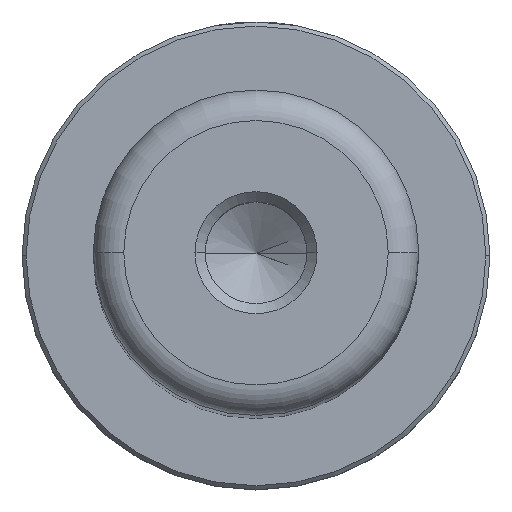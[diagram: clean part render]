
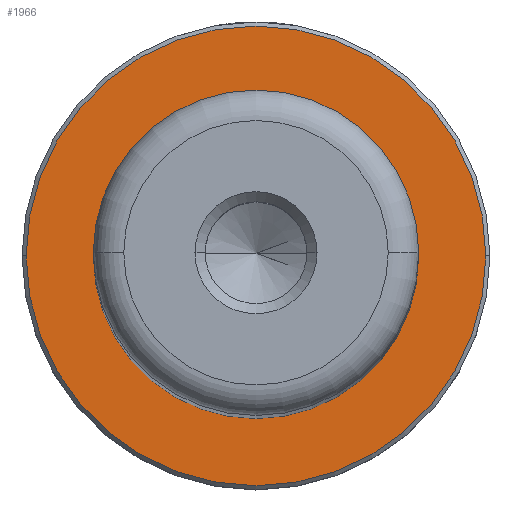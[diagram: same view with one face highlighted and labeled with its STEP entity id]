
A CAD part, top view. The second image highlights one B-rep face of the part: STEP entity #1966.
In plain terms, the highlighted planar face has unit normal (0, 0, 1).
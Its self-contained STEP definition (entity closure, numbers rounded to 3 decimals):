
#345 = ORIENTED_EDGE ( 'NONE', *, *, #1152, .T. ) ;
#378 = EDGE_CURVE ( 'NONE', #1599, #656, #1994, .T. ) ;
#381 = AXIS2_PLACEMENT_3D ( 'NONE', #1145, #1139, #1133 ) ;
#400 = PLANE ( 'NONE',  #852 ) ;
#485 = CARTESIAN_POINT ( 'NONE',  ( 0., 0., 15. ) ) ;
#587 = CARTESIAN_POINT ( 'NONE',  ( 0., 0., 15. ) ) ;
#632 = CARTESIAN_POINT ( 'NONE',  ( 0., 0., 15. ) ) ;
#648 = DIRECTION ( 'NONE',  ( 1., 0., 0. ) ) ;
#656 = VERTEX_POINT ( 'NONE', #1930 ) ;
#708 = VERTEX_POINT ( 'NONE', #1732 ) ;
#715 = EDGE_LOOP ( 'NONE', ( #1509, #884 ) ) ;
#742 = VERTEX_POINT ( 'NONE', #1329 ) ;
#801 = DIRECTION ( 'NONE',  ( -1., 0., 0. ) ) ;
#814 = EDGE_LOOP ( 'NONE', ( #345, #1306 ) ) ;
#852 = AXIS2_PLACEMENT_3D ( 'NONE', #587, #2064, #1083 ) ;
#877 = CARTESIAN_POINT ( 'NONE',  ( 0., 0., 15. ) ) ;
#884 = ORIENTED_EDGE ( 'NONE', *, *, #1179, .T. ) ;
#900 = FACE_OUTER_BOUND ( 'NONE', #715, .T. ) ;
#958 = CARTESIAN_POINT ( 'NONE',  ( 7.5, 0., 15. ) ) ;
#1045 = DIRECTION ( 'NONE',  ( 1., 0., 0. ) ) ;
#1083 = DIRECTION ( 'NONE',  ( 1., 0., 0. ) ) ;
#1133 = DIRECTION ( 'NONE',  ( -1., 0., 0. ) ) ;
#1139 = DIRECTION ( 'NONE',  ( 0., 0., -1. ) ) ;
#1144 = CIRCLE ( 'NONE', #1696, 7.5 ) ;
#1145 = CARTESIAN_POINT ( 'NONE',  ( 0., 0., 15. ) ) ;
#1152 = EDGE_CURVE ( 'NONE', #656, #1599, #1144, .T. ) ;
#1179 = EDGE_CURVE ( 'NONE', #708, #742, #1592, .T. ) ;
#1293 = FACE_BOUND ( 'NONE', #814, .T. ) ;
#1306 = ORIENTED_EDGE ( 'NONE', *, *, #378, .T. ) ;
#1321 = CIRCLE ( 'NONE', #1661, 11.3 ) ;
#1329 = CARTESIAN_POINT ( 'NONE',  ( -11.3, 0., 15. ) ) ;
#1439 = EDGE_CURVE ( 'NONE', #742, #708, #1321, .T. ) ;
#1509 = ORIENTED_EDGE ( 'NONE', *, *, #1439, .T. ) ;
#1592 = CIRCLE ( 'NONE', #1806, 11.3 ) ;
#1599 = VERTEX_POINT ( 'NONE', #958 ) ;
#1657 = DIRECTION ( 'NONE',  ( 0., 0., 1. ) ) ;
#1661 = AXIS2_PLACEMENT_3D ( 'NONE', #877, #2026, #1045 ) ;
#1696 = AXIS2_PLACEMENT_3D ( 'NONE', #632, #1800, #801 ) ;
#1732 = CARTESIAN_POINT ( 'NONE',  ( 11.3, 0., 15. ) ) ;
#1800 = DIRECTION ( 'NONE',  ( 0., 0., -1. ) ) ;
#1806 = AXIS2_PLACEMENT_3D ( 'NONE', #485, #1657, #648 ) ;
#1930 = CARTESIAN_POINT ( 'NONE',  ( -7.5, 0., 15. ) ) ;
#1966 = ADVANCED_FACE ( 'NONE', ( #900, #1293 ), #400, .T. ) ;
#1994 = CIRCLE ( 'NONE', #381, 7.5 ) ;
#2026 = DIRECTION ( 'NONE',  ( 0., 0., 1. ) ) ;
#2064 = DIRECTION ( 'NONE',  ( 0., 0., 1. ) ) ;
